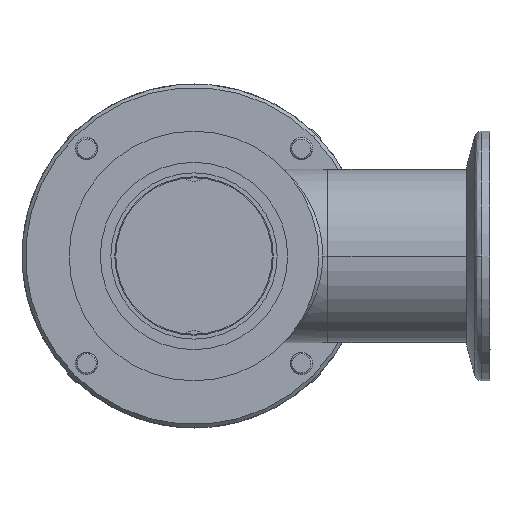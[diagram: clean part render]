
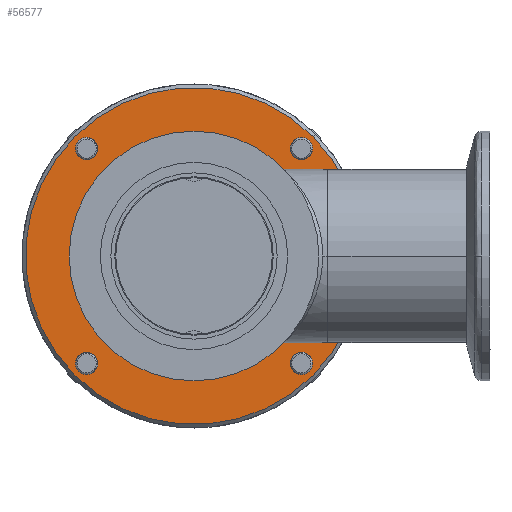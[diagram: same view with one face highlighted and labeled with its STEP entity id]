
A CAD part, front view. The second image highlights one B-rep face of the part: STEP entity #56577.
In plain terms, the highlighted planar face has unit normal (0, -1, 0).
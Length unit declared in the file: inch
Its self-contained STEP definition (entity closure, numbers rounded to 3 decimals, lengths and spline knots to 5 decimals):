
#1208 = EDGE_CURVE ( 'NONE', #7019, #39205, #32948, .T. ) ;
#1298 = CARTESIAN_POINT ( 'NONE',  ( 0.92808, -0.45615, 0.92808 ) ) ;
#1604 = VERTEX_POINT ( 'NONE', #27581 ) ;
#1621 = CIRCLE ( 'NONE', #39776, 0.098 ) ;
#2559 = EDGE_CURVE ( 'NONE', #2773, #32722, #22112, .T. ) ;
#2636 = CARTESIAN_POINT ( 'NONE',  ( 0., -0.45615, 0. ) ) ;
#2773 = VERTEX_POINT ( 'NONE', #19240 ) ;
#2981 = DIRECTION ( 'NONE',  ( 0.707, 0., -0.707 ) ) ;
#3346 = AXIS2_PLACEMENT_3D ( 'NONE', #16823, #37653, #58511 ) ;
#3473 = AXIS2_PLACEMENT_3D ( 'NONE', #8818, #29651, #50493 ) ;
#4261 = EDGE_CURVE ( 'NONE', #15211, #19307, #42139, .T. ) ;
#6282 = ORIENTED_EDGE ( 'NONE', *, *, #56124, .T. ) ;
#7019 = VERTEX_POINT ( 'NONE', #30188 ) ;
#7451 = CARTESIAN_POINT ( 'NONE',  ( 0.92808, -0.45615, 0.92808 ) ) ;
#7454 = CARTESIAN_POINT ( 'NONE',  ( -0.85878, -0.45615, 0.85878 ) ) ;
#7497 = CIRCLE ( 'NONE', #45662, 1.4575 ) ;
#7601 = DIRECTION ( 'NONE',  ( 0.707, 0., -0.707 ) ) ;
#7754 = FACE_BOUND ( 'NONE', #27506, .T. ) ;
#8422 = DIRECTION ( 'NONE',  ( 0.707, 0., -0.707 ) ) ;
#8818 = CARTESIAN_POINT ( 'NONE',  ( -0.92808, -0.45615, 0.92808 ) ) ;
#8944 = EDGE_CURVE ( 'NONE', #28863, #23349, #33777, .T. ) ;
#9529 = VERTEX_POINT ( 'NONE', #24412 ) ;
#10192 = CARTESIAN_POINT ( 'NONE',  ( 0., -0.45615, 0. ) ) ;
#12262 = ORIENTED_EDGE ( 'NONE', *, *, #32184, .T. ) ;
#12266 = CIRCLE ( 'NONE', #50418, 0.098 ) ;
#12881 = FACE_BOUND ( 'NONE', #49620, .T. ) ;
#13035 = AXIS2_PLACEMENT_3D ( 'NONE', #7451, #28289, #49129 ) ;
#13859 = ORIENTED_EDGE ( 'NONE', *, *, #61621, .T. ) ;
#14822 = CIRCLE ( 'NONE', #23582, 1.4575 ) ;
#15211 = VERTEX_POINT ( 'NONE', #46932 ) ;
#16665 = DIRECTION ( 'NONE',  ( -0.707, 0., -0.707 ) ) ;
#16823 = CARTESIAN_POINT ( 'NONE',  ( 0., -0.45615, 0. ) ) ;
#16908 = DIRECTION ( 'NONE',  ( 0.707, 0., -0.707 ) ) ;
#17979 = CARTESIAN_POINT ( 'NONE',  ( -0.85878, -0.45615, -0.99737 ) ) ;
#18141 = ORIENTED_EDGE ( 'NONE', *, *, #32607, .T. ) ;
#18588 = DIRECTION ( 'NONE',  ( 0., 1., 0. ) ) ;
#18674 = CARTESIAN_POINT ( 'NONE',  ( -0.92808, -0.45615, 0.92808 ) ) ;
#19240 = CARTESIAN_POINT ( 'NONE',  ( 0.99737, -0.45615, -0.99737 ) ) ;
#19307 = VERTEX_POINT ( 'NONE', #65036 ) ;
#19429 = DIRECTION ( 'NONE',  ( 0., 1., 0. ) ) ;
#19880 = AXIS2_PLACEMENT_3D ( 'NONE', #28933, #49773, #2981 ) ;
#20108 = ORIENTED_EDGE ( 'NONE', *, *, #8944, .T. ) ;
#21491 = ORIENTED_EDGE ( 'NONE', *, *, #63219, .T. ) ;
#22112 = CIRCLE ( 'NONE', #30808, 0.098 ) ;
#22140 = DIRECTION ( 'NONE',  ( 0., 1., 0. ) ) ;
#23349 = VERTEX_POINT ( 'NONE', #65318 ) ;
#23469 = DIRECTION ( 'NONE',  ( 0., -1., 0. ) ) ;
#23582 = AXIS2_PLACEMENT_3D ( 'NONE', #10192, #31030, #51870 ) ;
#24412 = CARTESIAN_POINT ( 'NONE',  ( -0.99737, -0.45615, -0.85878 ) ) ;
#25066 = EDGE_CURVE ( 'NONE', #1604, #58988, #14822, .T. ) ;
#27506 = EDGE_LOOP ( 'NONE', ( #21491, #34667 ) ) ;
#27581 = CARTESIAN_POINT ( 'NONE',  ( 1.03061, -0.45615, 1.03061 ) ) ;
#27723 = EDGE_LOOP ( 'NONE', ( #59186, #20108 ) ) ;
#28289 = DIRECTION ( 'NONE',  ( 0., 1., 0. ) ) ;
#28592 = FACE_OUTER_BOUND ( 'NONE', #38193, .T. ) ;
#28863 = VERTEX_POINT ( 'NONE', #29392 ) ;
#28933 = CARTESIAN_POINT ( 'NONE',  ( 0.92808, -0.45615, -0.92808 ) ) ;
#29392 = CARTESIAN_POINT ( 'NONE',  ( 0.85878, -0.45615, 0.99737 ) ) ;
#29651 = DIRECTION ( 'NONE',  ( 0., 1., 0. ) ) ;
#30188 = CARTESIAN_POINT ( 'NONE',  ( -0.99737, -0.45615, 0.99737 ) ) ;
#30808 = AXIS2_PLACEMENT_3D ( 'NONE', #42874, #63736, #16908 ) ;
#31030 = DIRECTION ( 'NONE',  ( 0., -1., 0. ) ) ;
#31070 = EDGE_LOOP ( 'NONE', ( #51535, #13859 ) ) ;
#32184 = EDGE_CURVE ( 'NONE', #9529, #40155, #39506, .T. ) ;
#32607 = EDGE_CURVE ( 'NONE', #32722, #2773, #49339, .T. ) ;
#32722 = VERTEX_POINT ( 'NONE', #56241 ) ;
#32806 = CIRCLE ( 'NONE', #3346, 1.0675 ) ;
#32948 = CIRCLE ( 'NONE', #3473, 0.098 ) ;
#33571 = CARTESIAN_POINT ( 'NONE',  ( -0.92808, -0.45615, -0.92808 ) ) ;
#33718 = FACE_BOUND ( 'NONE', #27723, .T. ) ;
#33777 = CIRCLE ( 'NONE', #13035, 0.098 ) ;
#34667 = ORIENTED_EDGE ( 'NONE', *, *, #1208, .T. ) ;
#37653 = DIRECTION ( 'NONE',  ( 0., 1., 0. ) ) ;
#38193 = EDGE_LOOP ( 'NONE', ( #49815, #51551 ) ) ;
#39205 = VERTEX_POINT ( 'NONE', #7454 ) ;
#39429 = DIRECTION ( 'NONE',  ( -0.707, 0., 0.707 ) ) ;
#39506 = CIRCLE ( 'NONE', #48248, 0.098 ) ;
#39594 = AXIS2_PLACEMENT_3D ( 'NONE', #18674, #55230, #8422 ) ;
#39776 = AXIS2_PLACEMENT_3D ( 'NONE', #1298, #22140, #42971 ) ;
#40155 = VERTEX_POINT ( 'NONE', #17979 ) ;
#40278 = DIRECTION ( 'NONE',  ( 0.707, 0., -0.707 ) ) ;
#42139 = CIRCLE ( 'NONE', #50863, 1.0675 ) ;
#42632 = CARTESIAN_POINT ( 'NONE',  ( 0., -0.45615, 0. ) ) ;
#42874 = CARTESIAN_POINT ( 'NONE',  ( 0.92808, -0.45615, -0.92808 ) ) ;
#42971 = DIRECTION ( 'NONE',  ( 0.707, 0., -0.707 ) ) ;
#44301 = DIRECTION ( 'NONE',  ( 0.707, 0., -0.707 ) ) ;
#44482 = EDGE_CURVE ( 'NONE', #58988, #1604, #7497, .T. ) ;
#45662 = AXIS2_PLACEMENT_3D ( 'NONE', #42632, #63490, #16665 ) ;
#46932 = CARTESIAN_POINT ( 'NONE',  ( -0.75484, -0.45615, 0.75484 ) ) ;
#48248 = AXIS2_PLACEMENT_3D ( 'NONE', #66264, #19429, #40278 ) ;
#49129 = DIRECTION ( 'NONE',  ( 0.707, 0., -0.707 ) ) ;
#49339 = CIRCLE ( 'NONE', #19880, 0.098 ) ;
#49425 = PLANE ( 'NONE',  #63576 ) ;
#49620 = EDGE_LOOP ( 'NONE', ( #57392, #18141 ) ) ;
#49773 = DIRECTION ( 'NONE',  ( 0., 1., 0. ) ) ;
#49815 = ORIENTED_EDGE ( 'NONE', *, *, #44482, .T. ) ;
#50418 = AXIS2_PLACEMENT_3D ( 'NONE', #33571, #54405, #7601 ) ;
#50493 = DIRECTION ( 'NONE',  ( 0.707, 0., -0.707 ) ) ;
#50863 = AXIS2_PLACEMENT_3D ( 'NONE', #65423, #18588, #39429 ) ;
#51400 = CARTESIAN_POINT ( 'NONE',  ( -1.03061, -0.45615, -1.03061 ) ) ;
#51535 = ORIENTED_EDGE ( 'NONE', *, *, #4261, .T. ) ;
#51551 = ORIENTED_EDGE ( 'NONE', *, *, #25066, .T. ) ;
#51870 = DIRECTION ( 'NONE',  ( -0.707, 0., -0.707 ) ) ;
#54405 = DIRECTION ( 'NONE',  ( 0., 1., 0. ) ) ;
#54561 = FACE_BOUND ( 'NONE', #67583, .T. ) ;
#55230 = DIRECTION ( 'NONE',  ( 0., 1., 0. ) ) ;
#56124 = EDGE_CURVE ( 'NONE', #40155, #9529, #12266, .T. ) ;
#56241 = CARTESIAN_POINT ( 'NONE',  ( 0.85878, -0.45615, -0.85878 ) ) ;
#56577 = ADVANCED_FACE ( 'NONE', ( #59692, #12881, #33718, #54561, #7754, #28592 ), #49425, .T. ) ;
#57392 = ORIENTED_EDGE ( 'NONE', *, *, #2559, .T. ) ;
#58511 = DIRECTION ( 'NONE',  ( -0.707, 0., 0.707 ) ) ;
#58988 = VERTEX_POINT ( 'NONE', #51400 ) ;
#59186 = ORIENTED_EDGE ( 'NONE', *, *, #66428, .T. ) ;
#59692 = FACE_BOUND ( 'NONE', #31070, .T. ) ;
#60318 = CIRCLE ( 'NONE', #39594, 0.098 ) ;
#61621 = EDGE_CURVE ( 'NONE', #19307, #15211, #32806, .T. ) ;
#63219 = EDGE_CURVE ( 'NONE', #39205, #7019, #60318, .T. ) ;
#63490 = DIRECTION ( 'NONE',  ( 0., -1., 0. ) ) ;
#63576 = AXIS2_PLACEMENT_3D ( 'NONE', #2636, #23469, #44301 ) ;
#63736 = DIRECTION ( 'NONE',  ( 0., 1., 0. ) ) ;
#65036 = CARTESIAN_POINT ( 'NONE',  ( 0.75484, -0.45615, -0.75484 ) ) ;
#65318 = CARTESIAN_POINT ( 'NONE',  ( 0.99737, -0.45615, 0.85878 ) ) ;
#65423 = CARTESIAN_POINT ( 'NONE',  ( 0., -0.45615, 0. ) ) ;
#66264 = CARTESIAN_POINT ( 'NONE',  ( -0.92808, -0.45615, -0.92808 ) ) ;
#66428 = EDGE_CURVE ( 'NONE', #23349, #28863, #1621, .T. ) ;
#67583 = EDGE_LOOP ( 'NONE', ( #6282, #12262 ) ) ;
